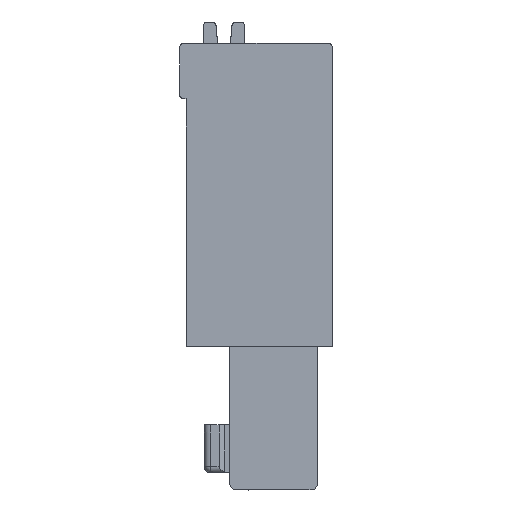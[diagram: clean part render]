
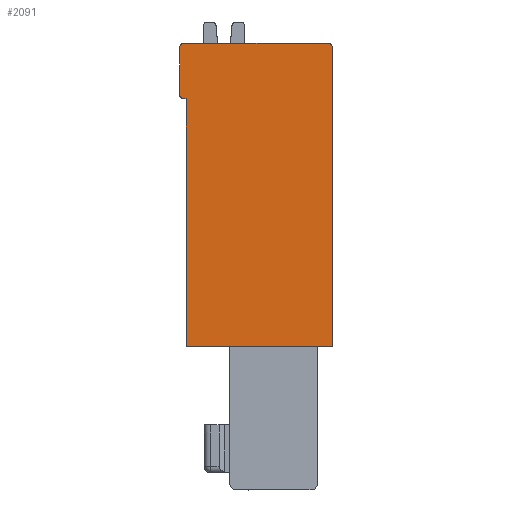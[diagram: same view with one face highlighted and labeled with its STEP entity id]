
A CAD part, left-side view. The second image highlights one B-rep face of the part: STEP entity #2091.
In plain terms, the highlighted planar face has unit normal (-1, 0, 0).
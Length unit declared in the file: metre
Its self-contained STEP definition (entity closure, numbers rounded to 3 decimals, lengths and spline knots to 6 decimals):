
#2091=ADVANCED_FACE('',(#4839),#4840,.F.);
#4839=FACE_OUTER_BOUND('',#8287,.T.);
#4840=PLANE('',#8288);
#8287=EDGE_LOOP('',(#14489,#14490,#14491,#14492,#14493,#14494,#14495,#14496,#14497));
#8288=AXIS2_PLACEMENT_3D('',#14498,#14499,#14500);
#14489=ORIENTED_EDGE('',*,*,#21379,.F.);
#14490=ORIENTED_EDGE('',*,*,#20786,.F.);
#14491=ORIENTED_EDGE('',*,*,#20734,.F.);
#14492=ORIENTED_EDGE('',*,*,#21724,.F.);
#14493=ORIENTED_EDGE('',*,*,#21157,.F.);
#14494=ORIENTED_EDGE('',*,*,#21758,.F.);
#14495=ORIENTED_EDGE('',*,*,#22269,.F.);
#14496=ORIENTED_EDGE('',*,*,#22270,.F.);
#14497=ORIENTED_EDGE('',*,*,#22271,.F.);
#14498=CARTESIAN_POINT('',(0.,-0.0001,-0.000201));
#14499=DIRECTION('',(1.0,0.,0.));
#14500=DIRECTION('',(0.,1.0,0.));
#20734=EDGE_CURVE('',#25070,#25065,#25072,.T.);
#20786=EDGE_CURVE('',#25065,#25165,#25169,.T.);
#21157=EDGE_CURVE('',#25789,#25784,#25791,.T.);
#21379=EDGE_CURVE('',#25165,#26145,#26149,.T.);
#21724=EDGE_CURVE('',#25784,#25070,#26684,.T.);
#21758=EDGE_CURVE('',#26728,#25789,#26730,.T.);
#22269=EDGE_CURVE('',#27467,#26728,#27468,.T.);
#22270=EDGE_CURVE('',#27469,#27467,#27470,.T.);
#22271=EDGE_CURVE('',#26145,#27469,#27471,.T.);
#25065=VERTEX_POINT('',#31441);
#25070=VERTEX_POINT('',#31447);
#25072=CIRCLE('',#31450,0.0002);
#25165=VERTEX_POINT('',#31582);
#25169=LINE('',#31588,#31589);
#25784=VERTEX_POINT('',#32553);
#25789=VERTEX_POINT('',#32559);
#25791=CIRCLE('',#32562,0.0002);
#26145=VERTEX_POINT('',#33136);
#26149=CIRCLE('',#33141,0.0002);
#26684=LINE('',#33973,#33974);
#26728=VERTEX_POINT('',#34036);
#26730=LINE('',#34039,#34040);
#27467=VERTEX_POINT('',#35303);
#27468=LINE('',#35304,#35305);
#27469=VERTEX_POINT('',#35306);
#27470=LINE('',#35307,#35308);
#27471=LINE('',#35309,#35310);
#31441=CARTESIAN_POINT('',(0.,0.00675,0.));
#31447=CARTESIAN_POINT('',(0.,0.00695,-0.0002));
#31450=AXIS2_PLACEMENT_3D('',#39082,#39083,#39084);
#31582=CARTESIAN_POINT('',(0.0,0.,0.0));
#31588=CARTESIAN_POINT('',(0.0,-0.0001,0.0));
#31589=VECTOR('',#39153,1.0);
#32553=CARTESIAN_POINT('',(0.,0.00695,-0.002399));
#32559=CARTESIAN_POINT('',(0.,0.00675,-0.002599));
#32562=AXIS2_PLACEMENT_3D('',#39569,#39570,#39571);
#33136=CARTESIAN_POINT('',(0.,-0.0002,-0.0002));
#33141=AXIS2_PLACEMENT_3D('',#39785,#39786,#39787);
#33973=CARTESIAN_POINT('',(0.,0.00695,-0.0002));
#33974=VECTOR('',#40150,1.0);
#34036=CARTESIAN_POINT('',(0.,0.00665,-0.002599));
#34039=CARTESIAN_POINT('',(0.,0.00675,-0.002599));
#34040=VECTOR('',#40188,1.0);
#35303=CARTESIAN_POINT('',(0.,0.00665,-0.0142));
#35304=CARTESIAN_POINT('',(0.,0.00665,-0.0026));
#35305=VECTOR('',#40660,1.0);
#35306=CARTESIAN_POINT('',(0.,-0.0002,-0.0142));
#35307=CARTESIAN_POINT('',(0.,0.000425,-0.0142));
#35308=VECTOR('',#40661,1.0);
#35309=CARTESIAN_POINT('',(0.,-0.0002,-0.0142));
#35310=VECTOR('',#40662,1.0);
#39082=CARTESIAN_POINT('',(0.,0.00675,-0.0002));
#39083=DIRECTION('',(1.0,0.,0.));
#39084=DIRECTION('',(0.,-0.707,-0.707));
#39153=DIRECTION('',(0.,-1.0,0.));
#39569=CARTESIAN_POINT('',(0.,0.00675,-0.002399));
#39570=DIRECTION('',(1.0,0.,0.));
#39571=DIRECTION('',(0.,-0.707,0.707));
#39785=CARTESIAN_POINT('',(0.,0.,-0.0002));
#39786=DIRECTION('',(1.0,0.,0.));
#39787=DIRECTION('',(0.,0.707,-0.707));
#40150=DIRECTION('',(0.,0.,1.0));
#40188=DIRECTION('',(0.,1.0,0.));
#40660=DIRECTION('',(0.,0.,1.0));
#40661=DIRECTION('',(0.,1.0,0.));
#40662=DIRECTION('',(0.,0.,-1.0));
